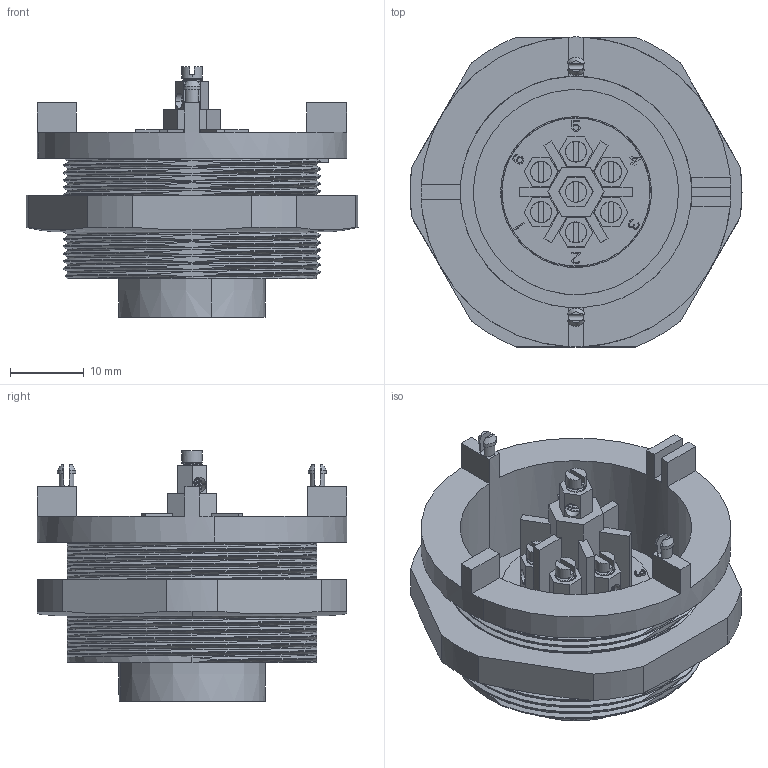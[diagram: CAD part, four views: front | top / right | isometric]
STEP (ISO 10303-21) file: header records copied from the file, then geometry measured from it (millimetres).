
FILE_DESCRIPTION(('STEP AP242'),'1');
FILE_NAME('px0709-x-xx.stp','2024-04-03T19:38:44',('TraceParts'),('TraceParts S.A.'),'Spatial InterOp 3D',' ',' ');
FILE_SCHEMA(('AP242_MANAGED_MODEL_BASED_3D_ENGINEERING_MIM_LF {1 0 10303 442 1 1 4}'));
Length unit declared in the file: millimetre
Products named in the file (1): px0709-x-xx_1
Bounding box: 45 x 42 x 33.93 mm (x, y, z)
Volume: 13453.7 mm3; surface area: 17336.7 mm2
Topology: 2 solids, 2 shells, 1551 faces, 4900 edges, 3353 vertices
Faces by surface type: plane 827, cylinder 363, bspline 314, cone 47
Entity records: 115347 total; most frequent: CARTESIAN_POINT 74421, ORIENTED_EDGE 9814, DIRECTION 6031, EDGE_CURVE 4907, VERTEX_POINT 3360, LINE 2479, VECTOR 2479, B_SPLINE_CURVE_WITH_KNOTS 1874
